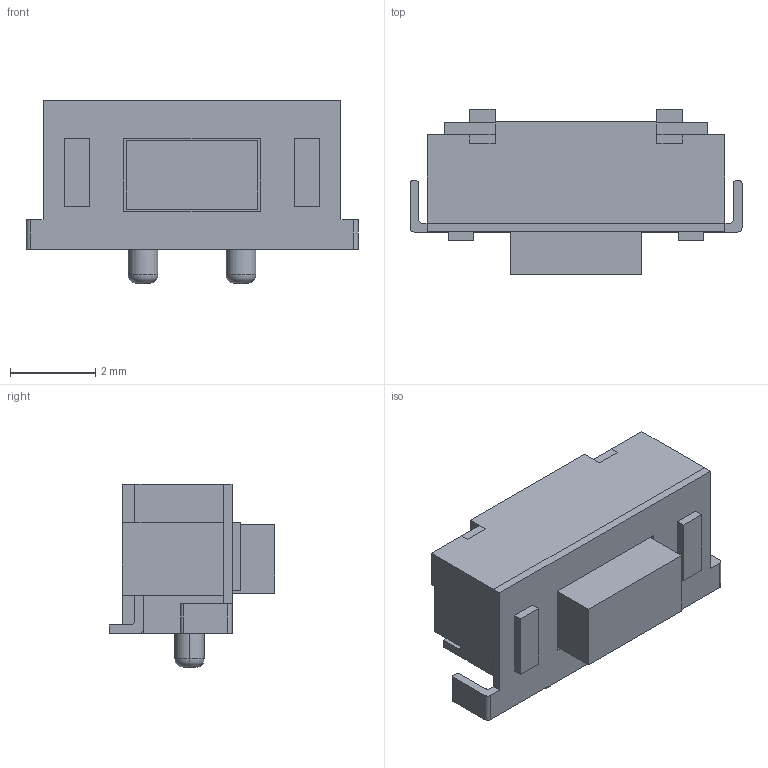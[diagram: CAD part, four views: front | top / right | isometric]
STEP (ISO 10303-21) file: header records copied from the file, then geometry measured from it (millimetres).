
FILE_DESCRIPTION (( 'STEP AP214' ), '1' );
FILE_NAME ('User Library-Tact_switchSide_sticker3x6x3.5_-.STEP', '2019-08-30T07:09:06', ( '' ), ( '' ), 'SwSTEP 2.0', 'SolidWorks 2019', '' );
FILE_SCHEMA (( 'AUTOMOTIVE_DESIGN' ));
Length unit declared in the file: millimetre
Products named in the file (1): User Library-Tact_switchSide_sticker3x6x3.5_-
Bounding box: 7.8 x 3.88 x 4.3 mm (x, y, z)
Volume: 61.3 mm3; surface area: 171.4 mm2
Topology: 4 solids, 4 shells, 107 faces, 276 edges, 182 vertices
Faces by surface type: plane 87, cylinder 16, torus 4
Entity records: 3757 total; most frequent: CARTESIAN_POINT 566, ORIENTED_EDGE 552, DIRECTION 532, EDGE_CURVE 276, VECTOR 236, LINE 236, VERTEX_POINT 182, AXIS2_PLACEMENT_3D 148
